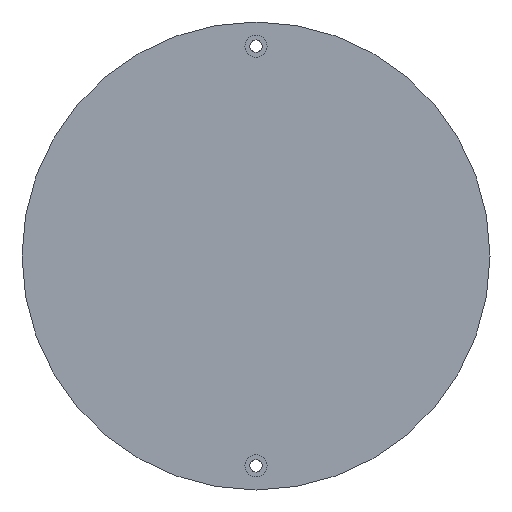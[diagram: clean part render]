
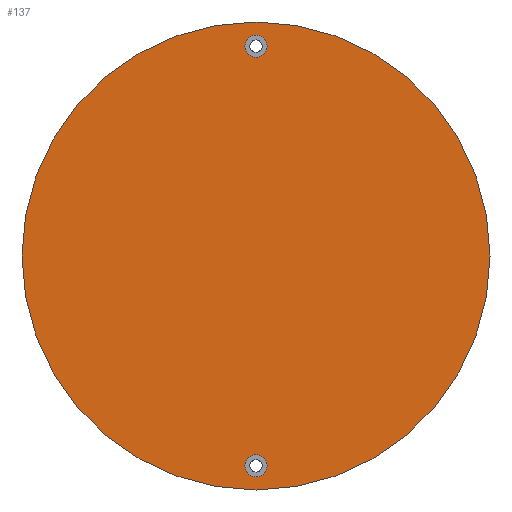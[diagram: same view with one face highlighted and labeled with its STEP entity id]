
A CAD part, front view. The second image highlights one B-rep face of the part: STEP entity #137.
In plain terms, the highlighted planar face has unit normal (0, -1, 0).
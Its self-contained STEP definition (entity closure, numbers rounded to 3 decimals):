
#19=FACE_BOUND('',#47,.T.);
#20=FACE_BOUND('',#48,.T.);
#24=PLANE('',#179);
#33=FACE_OUTER_BOUND('',#46,.T.);
#46=EDGE_LOOP('',(#121));
#47=EDGE_LOOP('',(#122));
#48=EDGE_LOOP('',(#123));
#59=CIRCLE('',#162,4.);
#62=CIRCLE('',#167,4.);
#68=CIRCLE('',#177,84.75);
#69=VERTEX_POINT('',#227);
#72=VERTEX_POINT('',#236);
#78=VERTEX_POINT('',#255);
#79=EDGE_CURVE('',#69,#69,#59,.T.);
#83=EDGE_CURVE('',#72,#72,#62,.T.);
#93=EDGE_CURVE('',#78,#78,#68,.T.);
#121=ORIENTED_EDGE('',*,*,#93,.F.);
#122=ORIENTED_EDGE('',*,*,#79,.T.);
#123=ORIENTED_EDGE('',*,*,#83,.T.);
#137=ADVANCED_FACE('',(#33,#19,#20),#24,.F.);
#162=AXIS2_PLACEMENT_3D('',#228,#184,#185);
#167=AXIS2_PLACEMENT_3D('',#237,#195,#196);
#177=AXIS2_PLACEMENT_3D('',#257,#219,#220);
#179=AXIS2_PLACEMENT_3D('',#259,#223,#224);
#184=DIRECTION('center_axis',(0.,1.,0.));
#185=DIRECTION('ref_axis',(1.,0.,0.));
#195=DIRECTION('center_axis',(0.,1.,0.));
#196=DIRECTION('ref_axis',(1.,0.,0.));
#219=DIRECTION('center_axis',(0.,1.,0.));
#220=DIRECTION('ref_axis',(-1.,0.,0.));
#223=DIRECTION('center_axis',(0.,1.,0.));
#224=DIRECTION('ref_axis',(0.,0.,1.));
#227=CARTESIAN_POINT('',(-4.,0.,-76.));
#228=CARTESIAN_POINT('Origin',(0.,0.,-76.));
#236=CARTESIAN_POINT('',(-4.,0.,76.));
#237=CARTESIAN_POINT('Origin',(0.,0.,76.));
#255=CARTESIAN_POINT('',(84.75,0.,0.));
#257=CARTESIAN_POINT('Origin',(0.,0.,0.));
#259=CARTESIAN_POINT('Origin',(0.,0.,0.));
